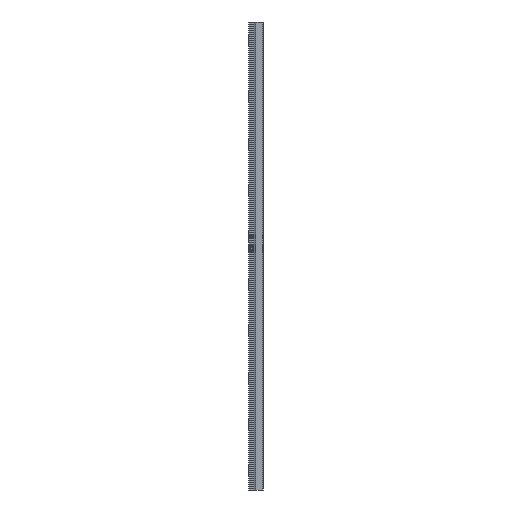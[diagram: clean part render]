
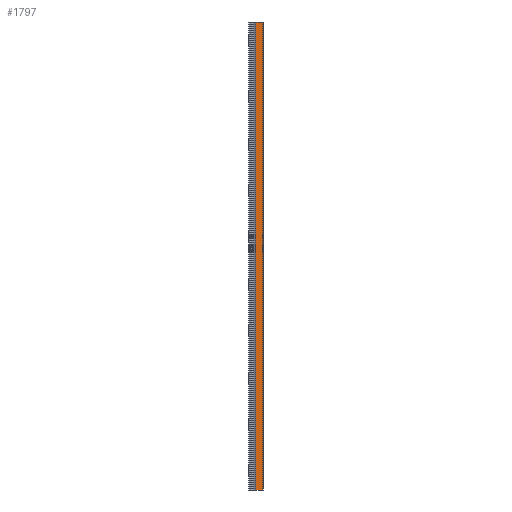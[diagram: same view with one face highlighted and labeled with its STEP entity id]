
A CAD part, left-side view. The second image highlights one B-rep face of the part: STEP entity #1797.
In plain terms, the highlighted planar face has unit normal (-1, 0, 0).
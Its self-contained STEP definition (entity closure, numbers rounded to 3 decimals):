
#288 = CARTESIAN_POINT ( 'NONE',  ( -5.982, -1.37, 125. ) ) ;
#675 = ORIENTED_EDGE ( 'NONE', *, *, #921, .F. ) ;
#821 = VERTEX_POINT ( 'NONE', #2051 ) ;
#832 = VECTOR ( 'NONE', #2976, 1000. ) ;
#921 = EDGE_CURVE ( 'NONE', #1338, #821, #2845, .T. ) ;
#1070 = VERTEX_POINT ( 'NONE', #3130 ) ;
#1159 = VECTOR ( 'NONE', #1698, 1000. ) ;
#1237 = DIRECTION ( 'NONE',  ( 0., 0., -1. ) ) ;
#1338 = VERTEX_POINT ( 'NONE', #1970 ) ;
#1344 = FACE_OUTER_BOUND ( 'NONE', #1464, .T. ) ;
#1441 = PLANE ( 'NONE',  #1998 ) ;
#1464 = EDGE_LOOP ( 'NONE', ( #1677, #675, #1466, #3009 ) ) ;
#1466 = ORIENTED_EDGE ( 'NONE', *, *, #2924, .F. ) ;
#1677 = ORIENTED_EDGE ( 'NONE', *, *, #1799, .T. ) ;
#1698 = DIRECTION ( 'NONE',  ( 0., -1., 0. ) ) ;
#1722 = CARTESIAN_POINT ( 'NONE',  ( -5.982, -1.37, 125. ) ) ;
#1791 = LINE ( 'NONE', #2489, #2182 ) ;
#1797 = ADVANCED_FACE ( 'NONE', ( #1344 ), #1441, .F. ) ;
#1798 = LINE ( 'NONE', #2688, #1159 ) ;
#1799 = EDGE_CURVE ( 'NONE', #1070, #821, #1798, .T. ) ;
#1820 = EDGE_CURVE ( 'NONE', #2640, #1070, #2486, .T. ) ;
#1970 = CARTESIAN_POINT ( 'NONE',  ( -5.982, -5.001, 125. ) ) ;
#1998 = AXIS2_PLACEMENT_3D ( 'NONE', #2666, #2422, #2426 ) ;
#2051 = CARTESIAN_POINT ( 'NONE',  ( -5.982, -5.001, -125. ) ) ;
#2061 = VECTOR ( 'NONE', #1237, 1000. ) ;
#2182 = VECTOR ( 'NONE', #2777, 1000. ) ;
#2422 = DIRECTION ( 'NONE',  ( 1., 0., 0. ) ) ;
#2426 = DIRECTION ( 'NONE',  ( 0., 0., -1. ) ) ;
#2486 = LINE ( 'NONE', #288, #2061 ) ;
#2489 = CARTESIAN_POINT ( 'NONE',  ( -5.982, -1.37, 125. ) ) ;
#2640 = VERTEX_POINT ( 'NONE', #1722 ) ;
#2647 = CARTESIAN_POINT ( 'NONE',  ( -5.982, -5.001, 125. ) ) ;
#2666 = CARTESIAN_POINT ( 'NONE',  ( -5.982, -1.37, 125. ) ) ;
#2688 = CARTESIAN_POINT ( 'NONE',  ( -5.982, -1.37, -125. ) ) ;
#2777 = DIRECTION ( 'NONE',  ( 0., -1., 0. ) ) ;
#2845 = LINE ( 'NONE', #2647, #832 ) ;
#2924 = EDGE_CURVE ( 'NONE', #2640, #1338, #1791, .T. ) ;
#2976 = DIRECTION ( 'NONE',  ( 0., 0., -1. ) ) ;
#3009 = ORIENTED_EDGE ( 'NONE', *, *, #1820, .T. ) ;
#3130 = CARTESIAN_POINT ( 'NONE',  ( -5.982, -1.37, -125. ) ) ;
